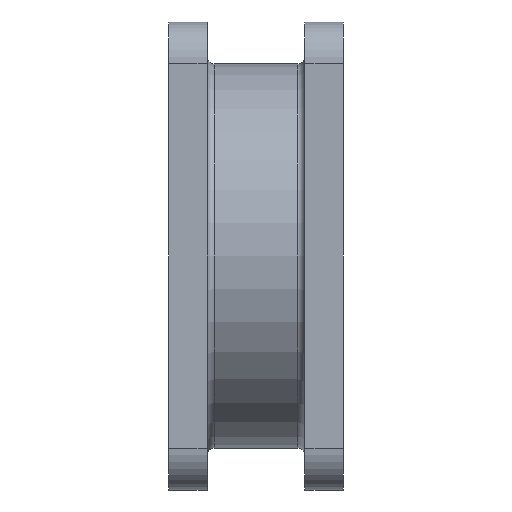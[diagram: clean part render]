
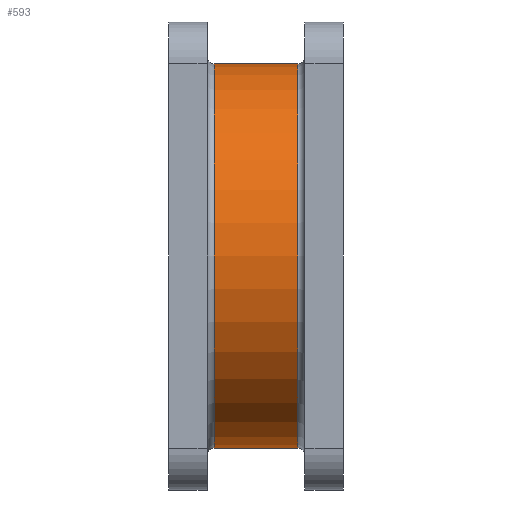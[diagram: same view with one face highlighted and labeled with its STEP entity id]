
A CAD part, front view. The second image highlights one B-rep face of the part: STEP entity #593.
In plain terms, the highlighted cylindrical face has radius 55 mm (diameter 110 mm), a partial arc.
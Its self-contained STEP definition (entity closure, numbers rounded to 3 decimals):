
#40 = CARTESIAN_POINT ( 'NONE',  ( 29.8, 0., 55. ) ) ;
#48 = CARTESIAN_POINT ( 'NONE',  ( 29.8, 0., -55. ) ) ;
#80 = VERTEX_POINT ( 'NONE', #198 ) ;
#133 = CARTESIAN_POINT ( 'NONE',  ( 5.8, 0., 55. ) ) ;
#177 = VERTEX_POINT ( 'NONE', #48 ) ;
#184 = VERTEX_POINT ( 'NONE', #40 ) ;
#198 = CARTESIAN_POINT ( 'NONE',  ( 5.8, 0., -55. ) ) ;
#212 = DIRECTION ( 'NONE',  ( 0., 0., 1. ) ) ;
#213 = DIRECTION ( 'NONE',  ( -1., 0., 0. ) ) ;
#214 = CARTESIAN_POINT ( 'NONE',  ( 0., 0., 0. ) ) ;
#258 = VERTEX_POINT ( 'NONE', #133 ) ;
#435 = ORIENTED_EDGE ( 'NONE', *, *, #1274, .T. ) ;
#458 = ORIENTED_EDGE ( 'NONE', *, *, #1277, .T. ) ;
#482 = ORIENTED_EDGE ( 'NONE', *, *, #1341, .F. ) ;
#486 = ORIENTED_EDGE ( 'NONE', *, *, #1309, .T. ) ;
#593 = ADVANCED_FACE ( 'NONE', ( #1189 ), #1155, .T. ) ;
#758 = LINE ( 'NONE', #911, #832 ) ;
#806 = LINE ( 'NONE', #851, #807 ) ;
#807 = VECTOR ( 'NONE', #848, 1000. ) ;
#818 = CIRCLE ( 'NONE', #1346, 55. ) ;
#831 = CIRCLE ( 'NONE', #1323, 55. ) ;
#832 = VECTOR ( 'NONE', #938, 1000. ) ;
#848 = DIRECTION ( 'NONE',  ( -1., 0., 0. ) ) ;
#851 = CARTESIAN_POINT ( 'NONE',  ( 0., 0., 55. ) ) ;
#893 = DIRECTION ( 'NONE',  ( 0., 0., 1. ) ) ;
#908 = DIRECTION ( 'NONE',  ( 1., 0., 0. ) ) ;
#911 = CARTESIAN_POINT ( 'NONE',  ( 0., 0., -55. ) ) ;
#915 = DIRECTION ( 'NONE',  ( 0., 0., -1. ) ) ;
#916 = DIRECTION ( 'NONE',  ( -1., 0., 0. ) ) ;
#926 = CARTESIAN_POINT ( 'NONE',  ( 29.8, 0., 0. ) ) ;
#934 = CARTESIAN_POINT ( 'NONE',  ( 5.8, 0., 0. ) ) ;
#938 = DIRECTION ( 'NONE',  ( -1., 0., 0. ) ) ;
#1155 = CYLINDRICAL_SURFACE ( 'NONE', #1293, 55. ) ;
#1189 = FACE_OUTER_BOUND ( 'NONE', #1634, .T. ) ;
#1274 = EDGE_CURVE ( 'NONE', #184, #258, #806, .T. ) ;
#1277 = EDGE_CURVE ( 'NONE', #177, #184, #818, .T. ) ;
#1293 = AXIS2_PLACEMENT_3D ( 'NONE', #214, #213, #212 ) ;
#1309 = EDGE_CURVE ( 'NONE', #258, #80, #831, .T. ) ;
#1323 = AXIS2_PLACEMENT_3D ( 'NONE', #934, #908, #893 ) ;
#1341 = EDGE_CURVE ( 'NONE', #177, #80, #758, .T. ) ;
#1346 = AXIS2_PLACEMENT_3D ( 'NONE', #926, #916, #915 ) ;
#1634 = EDGE_LOOP ( 'NONE', ( #482, #458, #435, #486 ) ) ;
